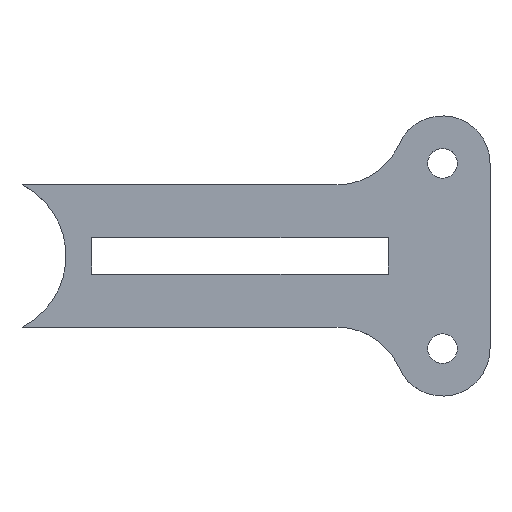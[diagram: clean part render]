
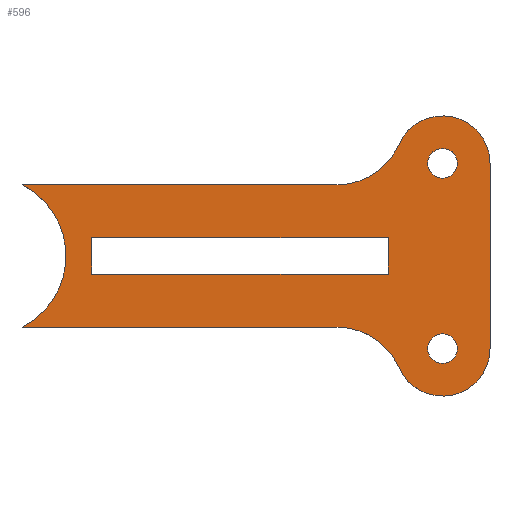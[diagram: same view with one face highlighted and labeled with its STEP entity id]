
A CAD part, top view. The second image highlights one B-rep face of the part: STEP entity #596.
In plain terms, the highlighted planar face has unit normal (0, 0, 1).
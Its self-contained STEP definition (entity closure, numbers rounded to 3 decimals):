
#62=CARTESIAN_POINT('Vertex',(136.858,17.348,4.763)) ;
#76=CARTESIAN_POINT('Vertex',(119.829,20.925,4.763)) ;
#79=CARTESIAN_POINT('Axis2P3D Location',(127.968,17.348,4.763)) ;
#107=CARTESIAN_POINT('Vertex',(108.202,13.335,4.763)) ;
#110=CARTESIAN_POINT('Axis2P3D Location',(108.202,26.035,4.763)) ;
#138=CARTESIAN_POINT('Vertex',(49.213,13.335,4.763)) ;
#141=CARTESIAN_POINT('Line Origine',(78.707,13.335,4.763)) ;
#169=CARTESIAN_POINT('Vertex',(49.213,-13.335,4.763)) ;
#172=CARTESIAN_POINT('Axis2P3D Location',(42.545,0.,4.763)) ;
#200=CARTESIAN_POINT('Vertex',(108.202,-13.335,4.763)) ;
#203=CARTESIAN_POINT('Line Origine',(78.707,-13.335,4.763)) ;
#231=CARTESIAN_POINT('Vertex',(119.829,-20.925,4.763)) ;
#234=CARTESIAN_POINT('Axis2P3D Location',(108.202,-26.035,4.763)) ;
#262=CARTESIAN_POINT('Vertex',(136.858,-17.348,4.763)) ;
#265=CARTESIAN_POINT('Axis2P3D Location',(127.968,-17.348,4.763)) ;
#287=CARTESIAN_POINT('Line Origine',(136.858,0.,4.763)) ;
#304=CARTESIAN_POINT('Axis2P3D Location',(127.968,17.348,4.763)) ;
#308=CARTESIAN_POINT('Vertex',(125.189,17.348,4.763)) ;
#310=CARTESIAN_POINT('Vertex',(130.746,17.348,4.763)) ;
#339=CARTESIAN_POINT('Axis2P3D Location',(127.968,17.348,4.763)) ;
#361=CARTESIAN_POINT('Axis2P3D Location',(127.968,-17.348,4.763)) ;
#365=CARTESIAN_POINT('Vertex',(125.189,-17.348,4.763)) ;
#367=CARTESIAN_POINT('Vertex',(130.746,-17.348,4.763)) ;
#396=CARTESIAN_POINT('Axis2P3D Location',(127.968,-17.348,4.763)) ;
#418=CARTESIAN_POINT('Line Origine',(117.808,0.,4.763)) ;
#422=CARTESIAN_POINT('Vertex',(117.808,-3.378,4.763)) ;
#424=CARTESIAN_POINT('Vertex',(117.808,3.378,4.763)) ;
#458=CARTESIAN_POINT('Line Origine',(90.019,-3.378,4.763)) ;
#462=CARTESIAN_POINT('Vertex',(62.23,-3.378,4.763)) ;
#489=CARTESIAN_POINT('Line Origine',(62.23,0.,4.763)) ;
#493=CARTESIAN_POINT('Vertex',(62.23,3.378,4.763)) ;
#520=CARTESIAN_POINT('Line Origine',(90.019,3.378,4.763)) ;
#567=CARTESIAN_POINT('Axis2P3D Location',(0.,0.,4.763)) ;
#80=DIRECTION('Axis2P3D Direction',(0.,0.,1.)) ;
#111=DIRECTION('Axis2P3D Direction',(0.,0.,1.)) ;
#142=DIRECTION('Vector Direction',(1.,0.,0.)) ;
#173=DIRECTION('Axis2P3D Direction',(0.,0.,1.)) ;
#204=DIRECTION('Vector Direction',(1.,0.,0.)) ;
#235=DIRECTION('Axis2P3D Direction',(0.,0.,1.)) ;
#266=DIRECTION('Axis2P3D Direction',(0.,0.,1.)) ;
#288=DIRECTION('Vector Direction',(0.,-1.,0.)) ;
#305=DIRECTION('Axis2P3D Direction',(0.,0.,1.)) ;
#340=DIRECTION('Axis2P3D Direction',(0.,0.,1.)) ;
#362=DIRECTION('Axis2P3D Direction',(0.,0.,1.)) ;
#397=DIRECTION('Axis2P3D Direction',(0.,0.,1.)) ;
#419=DIRECTION('Vector Direction',(0.,-1.,0.)) ;
#459=DIRECTION('Vector Direction',(-1.,0.,0.)) ;
#490=DIRECTION('Vector Direction',(0.,1.,0.)) ;
#521=DIRECTION('Vector Direction',(1.,0.,0.)) ;
#568=DIRECTION('Axis2P3D Direction',(0.,0.,1.)) ;
#569=DIRECTION('Axis2P3D XDirection',(1.,0.,0.)) ;
#81=AXIS2_PLACEMENT_3D('Circle Axis2P3D',#79,#80,$) ;
#112=AXIS2_PLACEMENT_3D('Circle Axis2P3D',#110,#111,$) ;
#174=AXIS2_PLACEMENT_3D('Circle Axis2P3D',#172,#173,$) ;
#236=AXIS2_PLACEMENT_3D('Circle Axis2P3D',#234,#235,$) ;
#267=AXIS2_PLACEMENT_3D('Circle Axis2P3D',#265,#266,$) ;
#306=AXIS2_PLACEMENT_3D('Circle Axis2P3D',#304,#305,$) ;
#341=AXIS2_PLACEMENT_3D('Circle Axis2P3D',#339,#340,$) ;
#363=AXIS2_PLACEMENT_3D('Circle Axis2P3D',#361,#362,$) ;
#398=AXIS2_PLACEMENT_3D('Circle Axis2P3D',#396,#397,$) ;
#570=AXIS2_PLACEMENT_3D('Plane Axis2P3D',#567,#568,#569) ;
#573=ORIENTED_EDGE('',*,*,#83,.T.) ;
#574=ORIENTED_EDGE('',*,*,#114,.T.) ;
#575=ORIENTED_EDGE('',*,*,#145,.T.) ;
#576=ORIENTED_EDGE('',*,*,#176,.T.) ;
#577=ORIENTED_EDGE('',*,*,#207,.T.) ;
#578=ORIENTED_EDGE('',*,*,#238,.T.) ;
#579=ORIENTED_EDGE('',*,*,#269,.T.) ;
#580=ORIENTED_EDGE('',*,*,#291,.T.) ;
#583=ORIENTED_EDGE('',*,*,#312,.F.) ;
#584=ORIENTED_EDGE('',*,*,#343,.F.) ;
#587=ORIENTED_EDGE('',*,*,#369,.F.) ;
#588=ORIENTED_EDGE('',*,*,#400,.F.) ;
#591=ORIENTED_EDGE('',*,*,#426,.F.) ;
#592=ORIENTED_EDGE('',*,*,#464,.F.) ;
#593=ORIENTED_EDGE('',*,*,#495,.F.) ;
#594=ORIENTED_EDGE('',*,*,#524,.F.) ;
#585=FACE_BOUND('',#582,.T.) ;
#589=FACE_BOUND('',#586,.T.) ;
#595=FACE_BOUND('',#590,.T.) ;
#143=VECTOR('Line Direction',#142,1.) ;
#205=VECTOR('Line Direction',#204,1.) ;
#289=VECTOR('Line Direction',#288,1.) ;
#420=VECTOR('Line Direction',#419,1.) ;
#460=VECTOR('Line Direction',#459,1.) ;
#491=VECTOR('Line Direction',#490,1.) ;
#522=VECTOR('Line Direction',#521,1.) ;
#596=ADVANCED_FACE('Body.2',(#581,#585,#589,#595),#571,.T.) ;
#82=CIRCLE('generated circle',#81,8.89) ;
#113=CIRCLE('generated circle',#112,12.7) ;
#175=CIRCLE('generated circle',#174,14.909) ;
#237=CIRCLE('generated circle',#236,12.7) ;
#268=CIRCLE('generated circle',#267,8.89) ;
#307=CIRCLE('generated circle',#306,2.778) ;
#342=CIRCLE('generated circle',#341,2.778) ;
#364=CIRCLE('generated circle',#363,2.778) ;
#399=CIRCLE('generated circle',#398,2.778) ;
#83=EDGE_CURVE('',#63,#77,#82,.T.) ;
#114=EDGE_CURVE('',#77,#108,#113,.F.) ;
#145=EDGE_CURVE('',#108,#139,#144,.F.) ;
#176=EDGE_CURVE('',#139,#170,#175,.F.) ;
#207=EDGE_CURVE('',#170,#201,#206,.T.) ;
#238=EDGE_CURVE('',#201,#232,#237,.F.) ;
#269=EDGE_CURVE('',#232,#263,#268,.T.) ;
#291=EDGE_CURVE('',#263,#63,#290,.F.) ;
#312=EDGE_CURVE('',#309,#311,#307,.T.) ;
#343=EDGE_CURVE('',#311,#309,#342,.T.) ;
#369=EDGE_CURVE('',#366,#368,#364,.T.) ;
#400=EDGE_CURVE('',#368,#366,#399,.T.) ;
#426=EDGE_CURVE('',#423,#425,#421,.F.) ;
#464=EDGE_CURVE('',#463,#423,#461,.F.) ;
#495=EDGE_CURVE('',#494,#463,#492,.F.) ;
#524=EDGE_CURVE('',#425,#494,#523,.F.) ;
#572=EDGE_LOOP('',(#573,#574,#575,#576,#577,#578,#579,#580)) ;
#582=EDGE_LOOP('',(#583,#584)) ;
#586=EDGE_LOOP('',(#587,#588)) ;
#590=EDGE_LOOP('',(#591,#592,#593,#594)) ;
#581=FACE_OUTER_BOUND('',#572,.T.) ;
#144=LINE('Line',#141,#143) ;
#206=LINE('Line',#203,#205) ;
#290=LINE('Line',#287,#289) ;
#421=LINE('Line',#418,#420) ;
#461=LINE('Line',#458,#460) ;
#492=LINE('Line',#489,#491) ;
#523=LINE('Line',#520,#522) ;
#571=PLANE('',#570) ;
#63=VERTEX_POINT('',#62) ;
#77=VERTEX_POINT('',#76) ;
#108=VERTEX_POINT('',#107) ;
#139=VERTEX_POINT('',#138) ;
#170=VERTEX_POINT('',#169) ;
#201=VERTEX_POINT('',#200) ;
#232=VERTEX_POINT('',#231) ;
#263=VERTEX_POINT('',#262) ;
#309=VERTEX_POINT('',#308) ;
#311=VERTEX_POINT('',#310) ;
#366=VERTEX_POINT('',#365) ;
#368=VERTEX_POINT('',#367) ;
#423=VERTEX_POINT('',#422) ;
#425=VERTEX_POINT('',#424) ;
#463=VERTEX_POINT('',#462) ;
#494=VERTEX_POINT('',#493) ;
